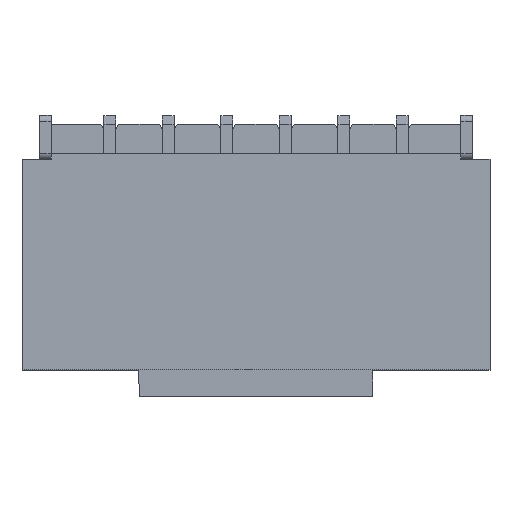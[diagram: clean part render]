
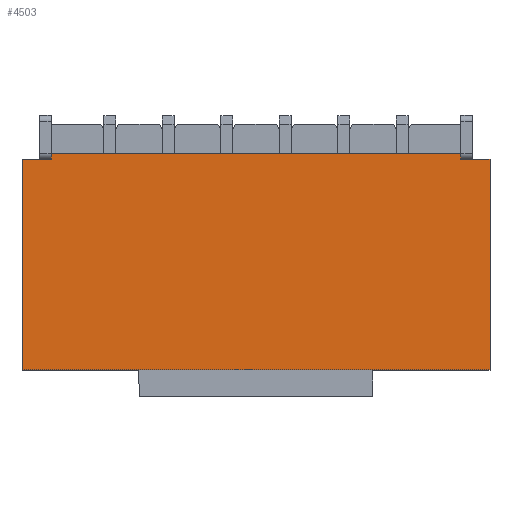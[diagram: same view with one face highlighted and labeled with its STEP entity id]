
A CAD part, top view. The second image highlights one B-rep face of the part: STEP entity #4503.
In plain terms, the highlighted planar face has unit normal (0, 0, 1).
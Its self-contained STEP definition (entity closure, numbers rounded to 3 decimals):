
#148=LINE('',#6300,#734);
#316=LINE('',#6674,#902);
#323=LINE('',#6687,#909);
#407=LINE('',#6860,#993);
#408=LINE('',#6862,#994);
#409=LINE('',#6864,#995);
#410=LINE('',#6865,#996);
#411=LINE('',#6867,#997);
#734=VECTOR('',#5105,1000.);
#902=VECTOR('',#5409,1000.);
#909=VECTOR('',#5418,1000.);
#993=VECTOR('',#5552,1000.);
#994=VECTOR('',#5553,1000.);
#995=VECTOR('',#5554,1000.);
#996=VECTOR('',#5555,1000.);
#997=VECTOR('',#5556,1000.);
#1775=ORIENTED_EDGE('',*,*,#2848,.T.);
#1776=ORIENTED_EDGE('',*,*,#2855,.F.);
#1777=ORIENTED_EDGE('',*,*,#2939,.F.);
#1778=ORIENTED_EDGE('',*,*,#2940,.T.);
#1779=ORIENTED_EDGE('',*,*,#2941,.F.);
#1780=ORIENTED_EDGE('',*,*,#2660,.T.);
#1781=ORIENTED_EDGE('',*,*,#2942,.T.);
#1782=ORIENTED_EDGE('',*,*,#2943,.T.);
#2660=EDGE_CURVE('',#3302,#3301,#148,.T.);
#2848=EDGE_CURVE('',#3440,#3441,#316,.T.);
#2855=EDGE_CURVE('',#3444,#3441,#323,.T.);
#2939=EDGE_CURVE('',#3509,#3444,#407,.T.);
#2940=EDGE_CURVE('',#3509,#3510,#408,.T.);
#2941=EDGE_CURVE('',#3302,#3510,#409,.T.);
#2942=EDGE_CURVE('',#3301,#3511,#410,.T.);
#2943=EDGE_CURVE('',#3511,#3440,#411,.T.);
#3301=VERTEX_POINT('',#6299);
#3302=VERTEX_POINT('',#6301);
#3440=VERTEX_POINT('',#6675);
#3441=VERTEX_POINT('',#6676);
#3444=VERTEX_POINT('',#6686);
#3509=VERTEX_POINT('',#6861);
#3510=VERTEX_POINT('',#6863);
#3511=VERTEX_POINT('',#6866);
#3875=EDGE_LOOP('',(#1775,#1776,#1777,#1778,#1779,#1780,#1781,#1782));
#4105=FACE_BOUND('',#3875,.T.);
#4303=PLANE('',#4809);
#4503=ADVANCED_FACE('',(#4105),#4303,.T.);
#4809=AXIS2_PLACEMENT_3D('',#6859,#5550,#5551);
#5105=DIRECTION('',(0.,1.,0.));
#5409=DIRECTION('',(-1.,0.,0.));
#5418=DIRECTION('',(0.,1.,0.));
#5550=DIRECTION('',(0.,0.,1.));
#5551=DIRECTION('',(0.,-1.,0.));
#5552=DIRECTION('',(-1.,0.,0.));
#5553=DIRECTION('',(0.,1.,0.));
#5554=DIRECTION('',(1.,0.,0.));
#5555=DIRECTION('',(-1.,0.,0.));
#5556=DIRECTION('',(0.,-1.,0.));
#6299=CARTESIAN_POINT('',(3.5,1.6,1.5));
#6300=CARTESIAN_POINT('',(3.5,-2.1,1.5));
#6301=CARTESIAN_POINT('',(3.5,1.5,1.5));
#6674=CARTESIAN_POINT('',(-3.5,1.5,1.5));
#6675=CARTESIAN_POINT('',(-3.5,1.5,1.5));
#6676=CARTESIAN_POINT('',(-4.,1.5,1.5));
#6686=CARTESIAN_POINT('',(-4.,-2.1,1.5));
#6687=CARTESIAN_POINT('',(-4.,-2.1,1.5));
#6859=CARTESIAN_POINT('',(4.,-2.1,1.5));
#6860=CARTESIAN_POINT('',(4.,-2.1,1.5));
#6861=CARTESIAN_POINT('',(4.,-2.1,1.5));
#6862=CARTESIAN_POINT('',(4.,-2.1,1.5));
#6863=CARTESIAN_POINT('',(4.,1.5,1.5));
#6864=CARTESIAN_POINT('',(3.5,1.5,1.5));
#6865=CARTESIAN_POINT('',(-4.,1.6,1.5));
#6866=CARTESIAN_POINT('',(-3.5,1.6,1.5));
#6867=CARTESIAN_POINT('',(-3.5,-2.1,1.5));
